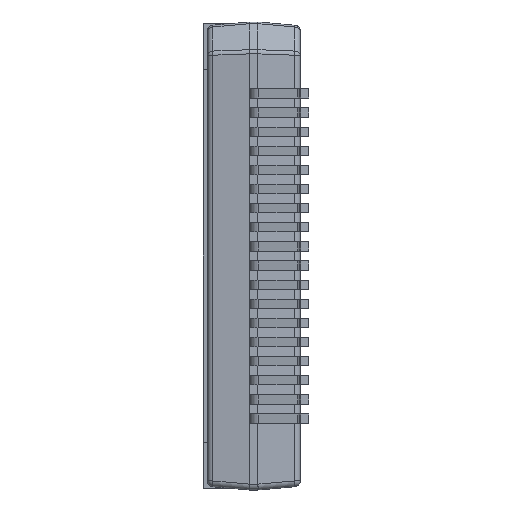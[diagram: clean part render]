
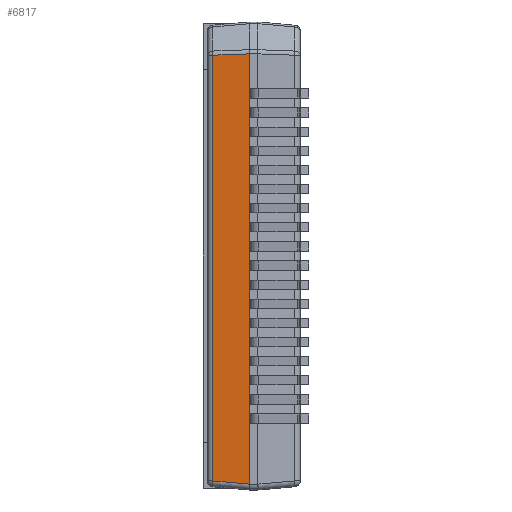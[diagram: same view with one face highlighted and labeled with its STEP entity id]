
A CAD part, left-side view. The second image highlights one B-rep face of the part: STEP entity #6817.
In plain terms, the highlighted planar face has unit normal (-0.996, 0.087, 0).
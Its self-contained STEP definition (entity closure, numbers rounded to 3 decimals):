
#143 = ORIENTED_EDGE ( 'NONE', *, *, #15586, .T. ) ;
#307 = LINE ( 'NONE', #6120, #12463 ) ;
#339 = CARTESIAN_POINT ( 'NONE',  ( -5.5, 2.015, 6.867 ) ) ;
#560 = DIRECTION ( 'NONE',  ( 0.087, 0.996, -0.036 ) ) ;
#567 = EDGE_CURVE ( 'NONE', #16505, #8849, #17579, .T. ) ;
#782 = CARTESIAN_POINT ( 'NONE',  ( -5.39, 3.267, -7.641 ) ) ;
#835 = CARTESIAN_POINT ( 'NONE',  ( -5.5, 2.015, -7.95 ) ) ;
#1262 = VECTOR ( 'NONE', #11070, 1000. ) ;
#1303 = DIRECTION ( 'NONE',  ( -0.087, -0.996, 0. ) ) ;
#1446 = DIRECTION ( 'NONE',  ( 0., 0., 1. ) ) ;
#1764 = AXIS2_PLACEMENT_3D ( 'NONE', #835, #17364, #1303 ) ;
#2310 = CARTESIAN_POINT ( 'NONE',  ( -5.502, 1.998, -7.752 ) ) ;
#2619 = CARTESIAN_POINT ( 'NONE',  ( -5.5, 2.015, -7.75 ) ) ;
#2914 = CARTESIAN_POINT ( 'NONE',  ( -5.5, 2.015, 6.867 ) ) ;
#3291 = FACE_OUTER_BOUND ( 'NONE', #17964, .T. ) ;
#3738 = ORIENTED_EDGE ( 'NONE', *, *, #567, .T. ) ;
#4220 = VERTEX_POINT ( 'NONE', #339 ) ;
#4274 = VERTEX_POINT ( 'NONE', #7456 ) ;
#4629 = EDGE_CURVE ( 'NONE', #12010, #4220, #16743, .T. ) ;
#4699 = EDGE_CURVE ( 'NONE', #4220, #4274, #12728, .T. ) ;
#5249 = VECTOR ( 'NONE', #560, 1000. ) ;
#5870 = ORIENTED_EDGE ( 'NONE', *, *, #4699, .T. ) ;
#6069 = CARTESIAN_POINT ( 'NONE',  ( -5.5, 2.015, -7.75 ) ) ;
#6120 = CARTESIAN_POINT ( 'NONE',  ( -5.39, 3.267, -7.824 ) ) ;
#6817 = ADVANCED_FACE ( 'NONE', ( #3291 ), #9786, .T. ) ;
#7456 = CARTESIAN_POINT ( 'NONE',  ( -5.39, 3.267, 6.822 ) ) ;
#7891 = ORIENTED_EDGE ( 'NONE', *, *, #18577, .T. ) ;
#8849 = VERTEX_POINT ( 'NONE', #6069 ) ;
#8897 = ORIENTED_EDGE ( 'NONE', *, *, #4629, .T. ) ;
#9786 = PLANE ( 'NONE',  #1764 ) ;
#10031 = CARTESIAN_POINT ( 'NONE',  ( -5.5, 2.015, -7.751 ) ) ;
#10158 = LINE ( 'NONE', #12019, #17483 ) ;
#10789 = EDGE_CURVE ( 'NONE', #18291, #16505, #18514, .T. ) ;
#11070 = DIRECTION ( 'NONE',  ( 0., 0., 1. ) ) ;
#11316 = DIRECTION ( 'NONE',  ( -0.087, -0.992, -0.087 ) ) ;
#12010 = VERTEX_POINT ( 'NONE', #2914 ) ;
#12019 = CARTESIAN_POINT ( 'NONE',  ( -5.5, 2.015, -7.95 ) ) ;
#12099 = DIRECTION ( 'NONE',  ( 0., 0., -1. ) ) ;
#12463 = VECTOR ( 'NONE', #12099, 1000. ) ;
#12728 = LINE ( 'NONE', #18571, #5249 ) ;
#12999 = CARTESIAN_POINT ( 'NONE',  ( -5.5, 2.015, -7.751 ) ) ;
#15586 = EDGE_CURVE ( 'NONE', #4274, #18291, #307, .T. ) ;
#15603 = CARTESIAN_POINT ( 'NONE',  ( -5.5, 2.015, -7.95 ) ) ;
#16331 = ORIENTED_EDGE ( 'NONE', *, *, #10789, .T. ) ;
#16505 = VERTEX_POINT ( 'NONE', #17588 ) ;
#16743 = LINE ( 'NONE', #15603, #1262 ) ;
#17288 = CARTESIAN_POINT ( 'NONE',  ( -5.5, 2.015, -7.75 ) ) ;
#17329 = VECTOR ( 'NONE', #11316, 1000. ) ;
#17364 = DIRECTION ( 'NONE',  ( -0.996, 0.087, 0. ) ) ;
#17483 = VECTOR ( 'NONE', #1446, 1000. ) ;
#17579 =( BOUNDED_CURVE ( )  B_SPLINE_CURVE ( 3, ( #10031, #12999, #2619, #17288 ),
 .UNSPECIFIED., .F., .F. ) 
 B_SPLINE_CURVE_WITH_KNOTS ( ( 4, 4 ),
 ( 6.279, 6.283 ),
 .UNSPECIFIED. ) 
 CURVE ( )  GEOMETRIC_REPRESENTATION_ITEM ( )  RATIONAL_B_SPLINE_CURVE ( ( 1., 1., 1., 1. ) ) 
 REPRESENTATION_ITEM ( '' )  );
#17588 = CARTESIAN_POINT ( 'NONE',  ( -5.5, 2.015, -7.751 ) ) ;
#17964 = EDGE_LOOP ( 'NONE', ( #8897, #5870, #143, #16331, #3738, #7891 ) ) ;
#18291 = VERTEX_POINT ( 'NONE', #782 ) ;
#18514 = LINE ( 'NONE', #2310, #17329 ) ;
#18571 = CARTESIAN_POINT ( 'NONE',  ( -5.453, 2.547, 6.848 ) ) ;
#18577 = EDGE_CURVE ( 'NONE', #8849, #12010, #10158, .T. ) ;
